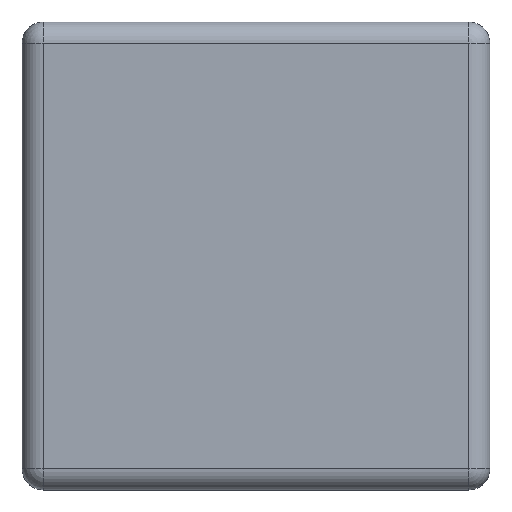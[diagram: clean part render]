
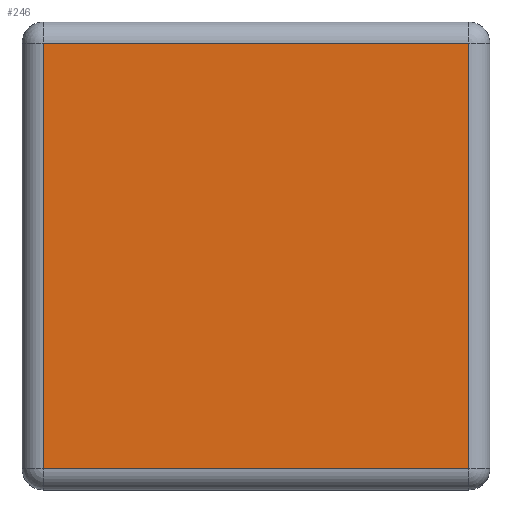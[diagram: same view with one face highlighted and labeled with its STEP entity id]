
A CAD part, top view. The second image highlights one B-rep face of the part: STEP entity #246.
In plain terms, the highlighted planar face has unit normal (0, 0, 1).
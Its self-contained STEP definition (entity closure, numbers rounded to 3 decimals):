
#246 = ADVANCED_FACE( '', ( #511 ), #512, .T. );
#511 = FACE_OUTER_BOUND( '', #784, .T. );
#512 = PLANE( '', #785 );
#784 = EDGE_LOOP( '', ( #1426, #1427, #1428, #1429 ) );
#785 = AXIS2_PLACEMENT_3D( '', #1430, #1431, #1432 );
#1426 = ORIENTED_EDGE( '', *, *, #1809, .T. );
#1427 = ORIENTED_EDGE( '', *, *, #1671, .T. );
#1428 = ORIENTED_EDGE( '', *, *, #1595, .T. );
#1429 = ORIENTED_EDGE( '', *, *, #1763, .T. );
#1430 = CARTESIAN_POINT( '', ( 0., 0., 17. ) );
#1431 = DIRECTION( '', ( 0., 0., 1. ) );
#1432 = DIRECTION( '', ( 1., 0., 0. ) );
#1595 = EDGE_CURVE( '', #1905, #1903, #1906, .T. );
#1671 = EDGE_CURVE( '', #2028, #1905, #2029, .T. );
#1763 = EDGE_CURVE( '', #1903, #1984, #2153, .T. );
#1809 = EDGE_CURVE( '', #1984, #2028, #2209, .T. );
#1903 = VERTEX_POINT( '', #2331 );
#1905 = VERTEX_POINT( '', #2333 );
#1906 = LINE( '', #2334, #2335 );
#1984 = VERTEX_POINT( '', #2446 );
#2028 = VERTEX_POINT( '', #2505 );
#2029 = LINE( '', #2506, #2507 );
#2153 = LINE( '', #2684, #2685 );
#2209 = LINE( '', #2764, #2765 );
#2331 = CARTESIAN_POINT( '', ( 10., -10., 17. ) );
#2333 = CARTESIAN_POINT( '', ( -10., -10., 17. ) );
#2334 = CARTESIAN_POINT( '', ( 11., -10., 17. ) );
#2335 = VECTOR( '', #2831, 1000. );
#2446 = CARTESIAN_POINT( '', ( 10., 10., 17. ) );
#2505 = CARTESIAN_POINT( '', ( -10., 10., 17. ) );
#2506 = CARTESIAN_POINT( '', ( -10., -11., 17. ) );
#2507 = VECTOR( '', #2913, 1000. );
#2684 = CARTESIAN_POINT( '', ( 10., 11., 17. ) );
#2685 = VECTOR( '', #3000, 1000. );
#2764 = CARTESIAN_POINT( '', ( -11., 10., 17. ) );
#2765 = VECTOR( '', #3039, 1000. );
#2831 = DIRECTION( '', ( 1., 0., 0. ) );
#2913 = DIRECTION( '', ( 0., -1., 0. ) );
#3000 = DIRECTION( '', ( 0., 1., 0. ) );
#3039 = DIRECTION( '', ( -1., 0., 0. ) );
